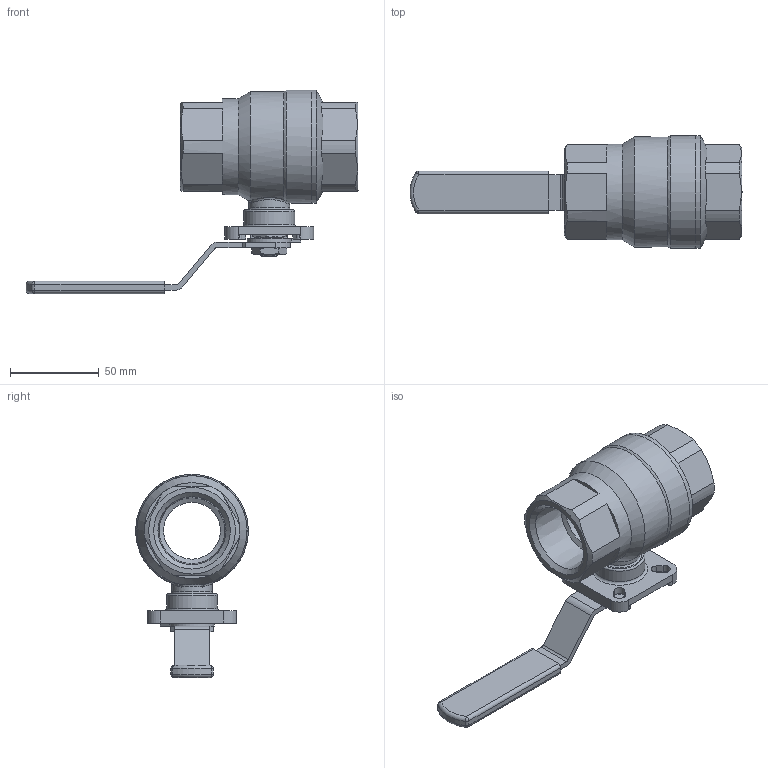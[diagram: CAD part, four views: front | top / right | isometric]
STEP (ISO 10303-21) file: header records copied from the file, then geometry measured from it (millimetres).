
FILE_DESCRIPTION(('STEP AP214'),'1');
FILE_NAME('1-1-4.stp','2023-12-06T03:25:45',(' '),(' '),'Spatial InterOp 3D',' ',' ');
FILE_SCHEMA(('AUTOMOTIVE_DESIGN { 1 0 10303 214 1 1 1 1 }'));
Length unit declared in the file: millimetre
Products named in the file (16): 2PC_____1.25; 阀体; 阀盖; 阀杆; 密封垫圈; 止推垫圈; 填料; 压环; 碟形弹簧; 非标螺母; 防松垫片; 定位片; 手柄; 手柄套
Assembly tree (15 placements, depth 2):
  2PC_____1.25
    阀体
    阀盖
    阀杆
    密封垫圈
    止推垫圈
    填料
    压环
    碟形弹簧
    碟形弹簧
    非标螺母
    防松垫片
    定位片
    非标螺母
    手柄
    手柄套
Bounding box: 186.93 x 63.5 x 114.5 mm (x, y, z)
Volume: 146837.5 mm3; surface area: 75013.1 mm2
Topology: 15 solids, 15 shells, 333 faces, 798 edges, 502 vertices
Faces by surface type: plane 156, cylinder 94, cone 58, torus 18, sphere 5, bspline 2
Full cylindrical faces by diameter (mm): 9.74 x1, 11.3 x1, 11.33 x1, 12.7 x1, 12.8 x2, 14 x4, 14.2 x1, 14.3 x1, 16.5 x1, 17.2 x2, 17.3 x1, 17.5 x2, 23 x3, 24.5 x1, 27.5 x1, 28.6 x1, 32 x2, 45 x2, 53 x1, 53.5 x1, 54 x1, 55 x2, 55.3 x1, 59 x2, 63.5 x2
Entity records: 13499 total; most frequent: CARTESIAN_POINT 3183, DIRECTION 1568, ORIENTED_EDGE 1386, EDGE_CURVE 693, AXIS2_PLACEMENT_3D 625, VERTEX_POINT 486, EDGE_LOOP 465, FACE_OUTER_BOUND 387
